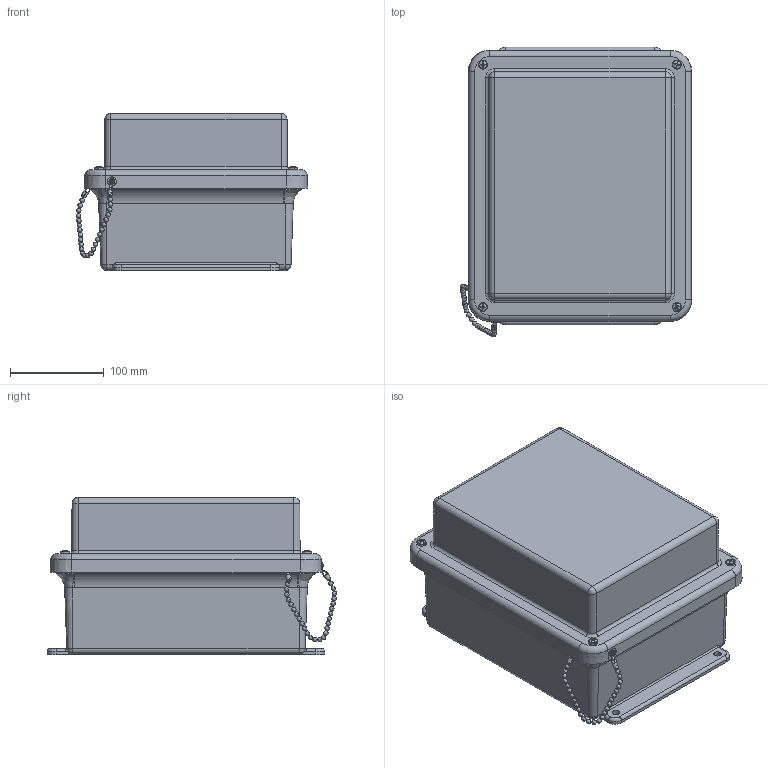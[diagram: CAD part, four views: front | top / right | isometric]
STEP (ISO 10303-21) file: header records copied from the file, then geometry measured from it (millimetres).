
FILE_DESCRIPTION(/* description */ (''),/* implementation_level */ '2;1');
FILE_NAME(/* name */ 'HW-RHJ100806SC.stp',/* time_stamp */ '2014-04-03T11:08:37-05:00',/* author */ ('jtigges'),/* organization */ (''),/* preprocessor_version */ 'ST-DEVELOPER v15.2',/* originating_system */ 'Autodesk Inventor 2014',/* authorisation */ '');
FILE_SCHEMA (('AUTOMOTIVE_DESIGN { 1 0 10303 214 3 1 1 }'));
Length unit declared in the file: inch
Products named in the file (21): J1008W_5; RMINS45821P_139; RMINS45821P_140; RMINS45821P_141; RMINS45821P_142; RMINS45821P_143; RMINS45821P_144; RMINS45821P_145; RMINS45821P_146; J1008BW; RJ1008WCVR; GASKET_1008; WP1008WU; RMSC10X063PHCPH; RMRIV44; RMWAS283X126X026; END; CURVED CHAIN_1008RJ; 10SS_1008RJ; RMRIV43; RJ1008W_STP
Bounding box: 246.29 x 308.18 x 167.11 mm (x, y, z)
Volume: 1115607.1 mm3; surface area: 601348 mm2
Topology: 21 solids, 21 shells, 896 faces, 2230 edges, 1393 vertices
Faces by surface type: cylinder 295, cone 221, plane 197, bspline 95, torus 52, sphere 36
Full cylindrical faces by diameter (mm): 3.175 x2, 3.2 x1, 3.556 x5, 3.683 x4, 3.861 x5, 3.962 x7, 3.967 x80, 4.762 x2, 4.826 x80, 5.537 x4, 6.35 x2, 6.858 x8, 7.188 x1
Entity records: 19374 total; most frequent: CARTESIAN_POINT 7593, DIRECTION 2524, ORIENTED_EDGE 2082, AXIS2_PLACEMENT_3D 1088, EDGE_CURVE 1041, EDGE_LOOP 766, VERTEX_POINT 709, ADVANCED_FACE 545
